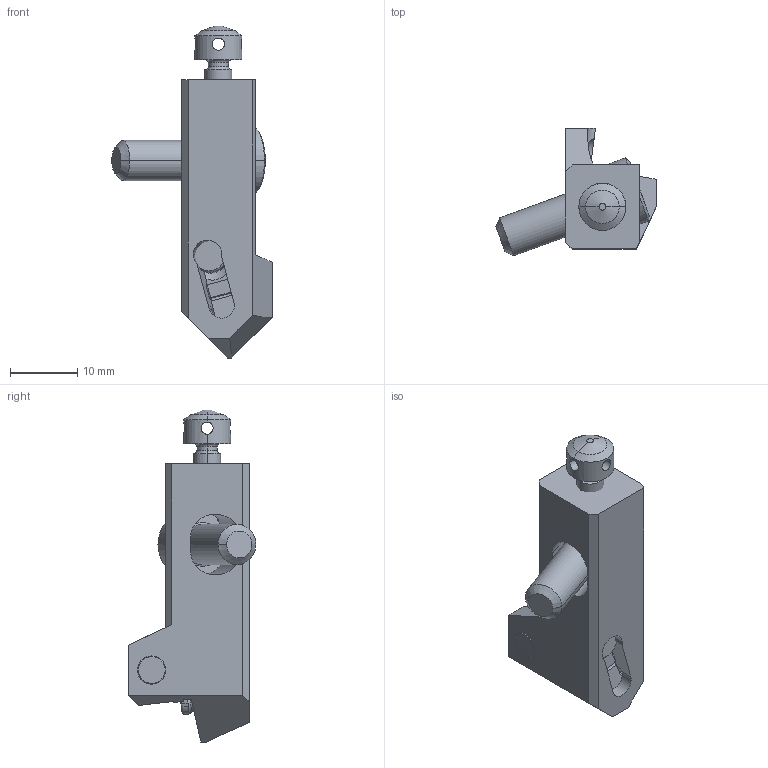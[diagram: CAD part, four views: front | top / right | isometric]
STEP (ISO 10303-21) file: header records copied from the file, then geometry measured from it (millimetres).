
FILE_DESCRIPTION(/* description */ (''),/* implementation_level */ '2;1');
FILE_NAME(/* name */ 'PSSNL10CA09.stp',/* time_stamp */ '2019-07-23T16:01:09+09:00',/* author */ (''),/* organization */ (''),/* preprocessor_version */ 'ST-DEVELOPER v16',/* originating_system */ 'SIEMENS PLM Software NX 10.0',/* authorisation */ '');
FILE_SCHEMA (('AUTOMOTIVE_DESIGN { 1 0 10303 214 3 1 1 1 }'));
Length unit declared in the file: millimetre
Products named in the file (1): PSSNL10CA09_ASM
Bounding box: 23.85 x 19 x 49.38 mm (x, y, z)
Volume: 5003.1 mm3; surface area: 4180.6 mm2
Topology: 7 solids, 7 shells, 231 faces, 621 edges, 398 vertices
Faces by surface type: plane 113, cylinder 74, cone 26, torus 18
Entity records: 8183 total; most frequent: CARTESIAN_POINT 2040, DIRECTION 1302, ORIENTED_EDGE 1238, EDGE_CURVE 619, AXIS2_PLACEMENT_3D 471, VERTEX_POINT 398, LINE 360, VECTOR 360
